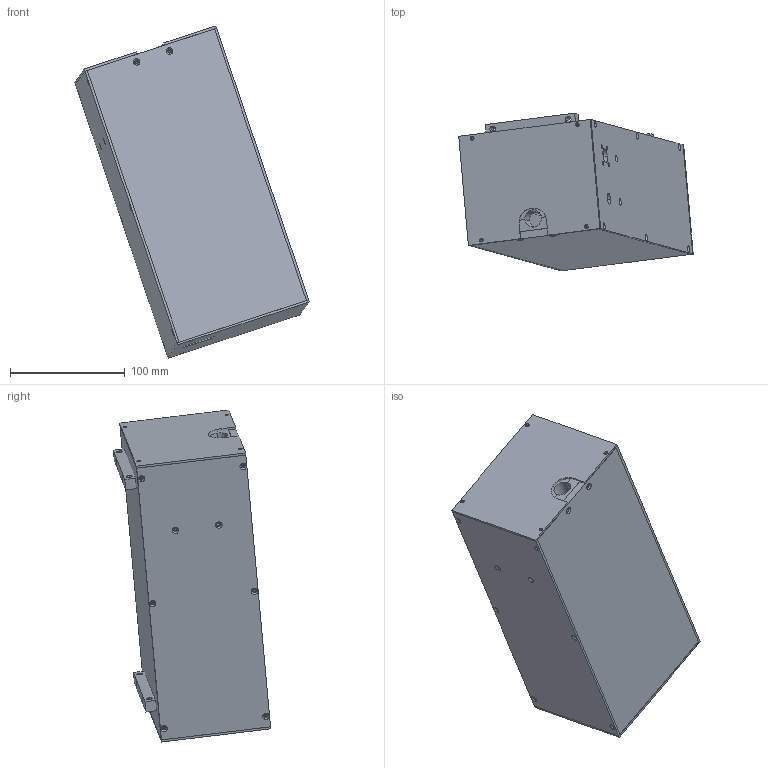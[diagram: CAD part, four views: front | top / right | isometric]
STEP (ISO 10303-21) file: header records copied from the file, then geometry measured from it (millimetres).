
FILE_DESCRIPTION((''),'2;1');
FILE_NAME('ebox.stp','2005-02-16T12:00:29',('Jeff'),(''),'Autodesk Inventor 9','Autodesk Inventor 9','');
FILE_SCHEMA(('AUTOMOTIVE_DESIGN { 1 0 10303 214 1 1 1 1 }'));
Length unit declared in the file: inch
Products named in the file (12): ebox; SideC; SideA; SideB; SideD; BackPlate; MidBar; FrontPlate; heatsink; DewarBracket_A; CableBracketA; CableBracketB
Assembly tree (13 placements, depth 2):
  ebox
    SideC
    SideA
    SideB
    SideD
    BackPlate
    MidBar  x2
    FrontPlate
    heatsink
    DewarBracket_A  x2
    CableBracketA
    CableBracketB
Bounding box: 204.29 x 137.04 x 289.21 mm (x, y, z)
Volume: 616921.6 mm3; surface area: 316338.1 mm2
Topology: 13 solids, 13 shells, 469 faces, 1242 edges, 764 vertices
Faces by surface type: bspline 268, plane 194, cylinder 7
Entity records: 16413 total; most frequent: CARTESIAN_POINT 6370, ORIENTED_EDGE 2136, DIRECTION 1850, EDGE_CURVE 1068, VECTOR 682, LINE 682, VERTEX_POINT 676, AXIS2_PLACEMENT_3D 584
